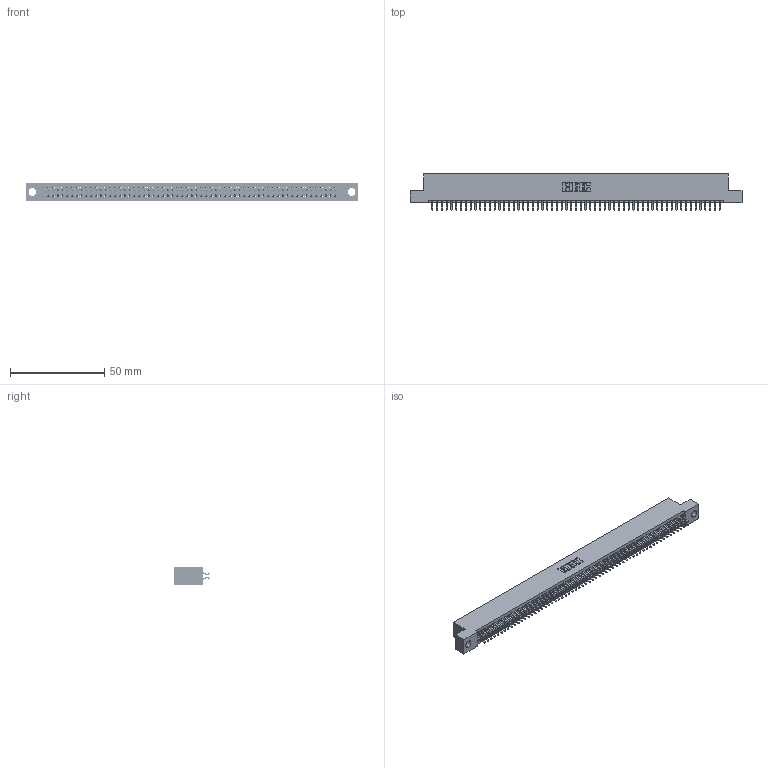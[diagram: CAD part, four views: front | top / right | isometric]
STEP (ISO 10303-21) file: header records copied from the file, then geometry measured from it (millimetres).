
FILE_DESCRIPTION (( 'STEP AP203' ), '1' );
FILE_NAME ('395-122-556-204.STEP', '2018-12-03T19:47:25', ( '' ), ( '' ), 'SwSTEP 2.0', 'SolidWorks 2016', '' );
FILE_SCHEMA (( 'CONFIG_CONTROL_DESIGN' ));
Length unit declared in the file: inch
Products named in the file (3): 395-122-556-204; 345-292-001_556 Tail; 345 Part_Flush Mounting Lugs - 0.156 Dia-TH
Assembly tree (123 placements, depth 2):
  395-122-556-204
    345 Part_Flush Mounting Lugs - 0.156 Dia-TH
    345-292-001_556 Tail  x122
Bounding box: 176.15 x 19.24 x 9.4 mm (x, y, z)
Volume: 17195 mm3; surface area: 25493.4 mm2
Topology: 123 solids, 123 shells, 6958 faces, 20715 edges, 13646 vertices
Faces by surface type: plane 4594, cylinder 2364
Entity records: 45527 total; most frequent: CARTESIAN_POINT 7628, ORIENTED_EDGE 7550, DIRECTION 6691, EDGE_CURVE 3775, LINE 3391, VECTOR 3391, VERTEX_POINT 2514, AXIS2_PLACEMENT_3D 1650
